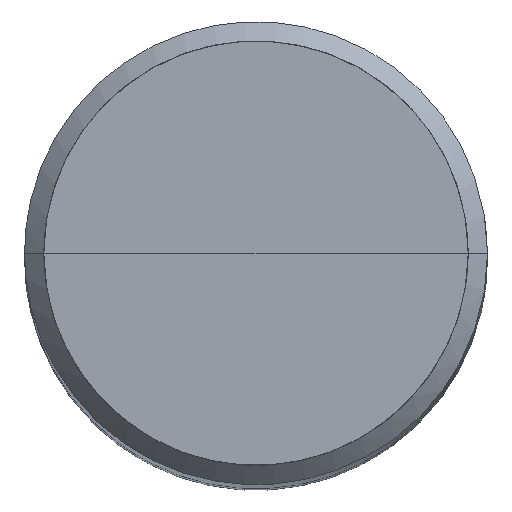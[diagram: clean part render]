
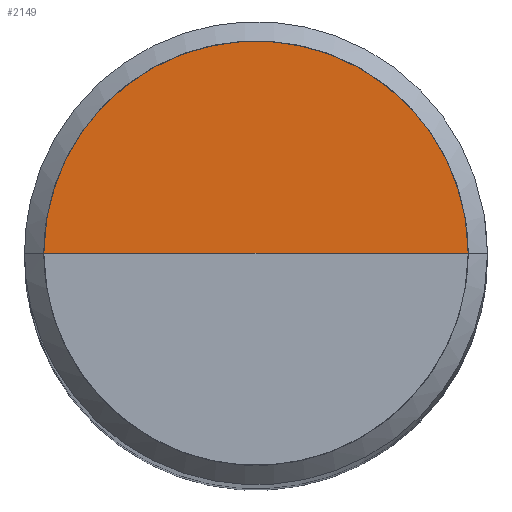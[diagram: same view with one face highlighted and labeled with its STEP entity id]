
A CAD part, top view. The second image highlights one B-rep face of the part: STEP entity #2149.
In plain terms, the highlighted free-form (B-spline) face has degree [1, 2] with [2, 5] control points.
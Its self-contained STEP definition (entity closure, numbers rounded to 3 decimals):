
#1949=CARTESIAN_POINT('',(5.5,0.0,57.0));
#1950=CARTESIAN_POINT('',(5.5,5.5,57.0));
#1951=CARTESIAN_POINT('',(0.0,5.5,57.0));
#1952=CARTESIAN_POINT('',(-5.5,5.5,57.0));
#1953=CARTESIAN_POINT('',(-5.5,0.0,57.0));
#1954=CARTESIAN_POINT('',(0.0,0.0,57.0));
#2134=(
BOUNDED_SURFACE()
B_SPLINE_SURFACE(1,2,(
(#1949,#1950,#1951,#1952,#1953),
(#1954,#1954,#1954,#1954,#1954)
), .UNSPECIFIED.,.F.,.F.,.F.)
B_SPLINE_SURFACE_WITH_KNOTS((2,2),(3,2,3),(
0.0,1.0),(
0.0,0.5,1.0), .UNSPECIFIED.)
GEOMETRIC_REPRESENTATION_ITEM()
RATIONAL_B_SPLINE_SURFACE(((1.0,0.707,1.0,0.707,1.0),
(1.0,0.707,1.0,0.707,1.0)
))
REPRESENTATION_ITEM('')
SURFACE()
);
#2135=(
BOUNDED_CURVE()
B_SPLINE_CURVE(1,(#1954,#1949),.UNSPECIFIED.,.F.,.F.)
B_SPLINE_CURVE_WITH_KNOTS((2,2),
(0.0,1.0),.UNSPECIFIED.)
CURVE()
GEOMETRIC_REPRESENTATION_ITEM()
RATIONAL_B_SPLINE_CURVE((1.0,1.0))
REPRESENTATION_ITEM('')
);
#2136=(
BOUNDED_CURVE()
B_SPLINE_CURVE(2,(#1949,#1950,#1951,#1952,#1953),.UNSPECIFIED.,.F.,.F.)
B_SPLINE_CURVE_WITH_KNOTS((3,2,3),
(0.0,0.5,1.0),.UNSPECIFIED.)
CURVE()
GEOMETRIC_REPRESENTATION_ITEM()
RATIONAL_B_SPLINE_CURVE((1.0,0.707,1.0,0.707,1.0))
REPRESENTATION_ITEM('')
);
#2137=(
BOUNDED_CURVE()
B_SPLINE_CURVE(1,(#1953,#1954),.UNSPECIFIED.,.F.,.F.)
B_SPLINE_CURVE_WITH_KNOTS((2,2),
(0.0,1.0),.UNSPECIFIED.)
CURVE()
GEOMETRIC_REPRESENTATION_ITEM()
RATIONAL_B_SPLINE_CURVE((1.0,1.0))
REPRESENTATION_ITEM('')
);
#2138=VERTEX_POINT('',#1949);
#2139=VERTEX_POINT('',#1953);
#2140=VERTEX_POINT('',#1954);
#2141=EDGE_CURVE('',#2140,#2138,#2135,.T.);
#2142=EDGE_CURVE('',#2138,#2139,#2136,.T.);
#2143=EDGE_CURVE('',#2139,#2140,#2137,.T.);
#2144=ORIENTED_EDGE('',*,*,#2141,.T.);
#2145=ORIENTED_EDGE('',*,*,#2142,.T.);
#2146=ORIENTED_EDGE('',*,*,#2143,.T.);
#2147=EDGE_LOOP('',(#2144,#2145,#2146));
#2148=FACE_OUTER_BOUND('',#2147,.T.);
#2149=ADVANCED_FACE('',(#2148),#2134,.T.);
